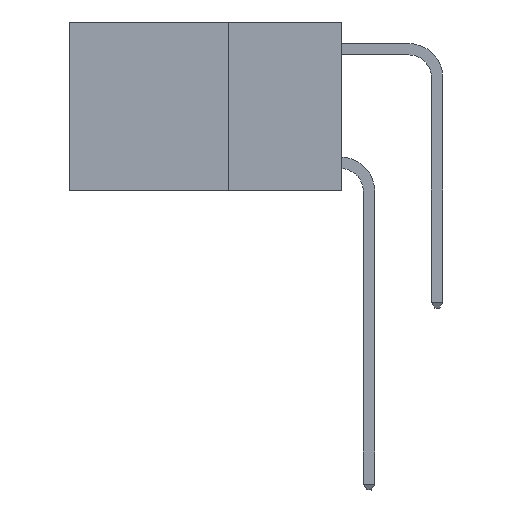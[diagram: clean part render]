
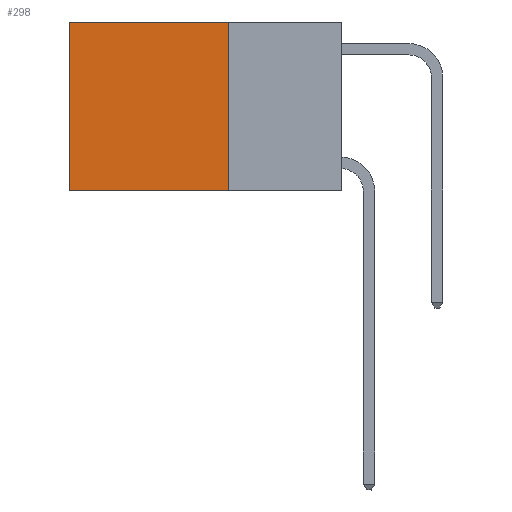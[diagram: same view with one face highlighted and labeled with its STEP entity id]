
A CAD part, left-side view. The second image highlights one B-rep face of the part: STEP entity #298.
In plain terms, the highlighted planar face has unit normal (-1, 0, 0).
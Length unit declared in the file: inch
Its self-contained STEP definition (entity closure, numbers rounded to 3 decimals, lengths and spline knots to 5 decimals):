
#298 = ADVANCED_FACE ( 'NONE', ( #12914 ), #11113, .F. ) ;
#625 = DIRECTION ( 'NONE',  ( 0., 0., -1. ) ) ;
#888 = DIRECTION ( 'NONE',  ( 0., 0., -1. ) ) ;
#1453 = CARTESIAN_POINT ( 'NONE',  ( 0.2625, 0.6, -0.37 ) ) ;
#1643 = VECTOR ( 'NONE', #888, 39.37008 ) ;
#2019 = VECTOR ( 'NONE', #12802, 39.37008 ) ;
#2495 = VECTOR ( 'NONE', #9398, 39.37008 ) ;
#3724 = AXIS2_PLACEMENT_3D ( 'NONE', #10420, #6618, #625 ) ;
#3760 = ORIENTED_EDGE ( 'NONE', *, *, #13440, .T. ) ;
#3983 = CARTESIAN_POINT ( 'NONE',  ( 0.2625, 0.25, -0.37 ) ) ;
#4295 = ORIENTED_EDGE ( 'NONE', *, *, #13567, .F. ) ;
#4922 = DIRECTION ( 'NONE',  ( 0., 1., 0. ) ) ;
#4940 = LINE ( 'NONE', #13956, #1643 ) ;
#5189 = CARTESIAN_POINT ( 'NONE',  ( 0.2625, 0.25, -0.37 ) ) ;
#5191 = VERTEX_POINT ( 'NONE', #1453 ) ;
#5305 = EDGE_CURVE ( 'NONE', #7555, #5191, #11284, .T. ) ;
#5961 = VECTOR ( 'NONE', #4922, 39.37008 ) ;
#6618 = DIRECTION ( 'NONE',  ( 1., 0., 0. ) ) ;
#6632 = CARTESIAN_POINT ( 'NONE',  ( 0.2625, 0.25, 0. ) ) ;
#6778 = VERTEX_POINT ( 'NONE', #6632 ) ;
#7264 = VERTEX_POINT ( 'NONE', #3983 ) ;
#7555 = VERTEX_POINT ( 'NONE', #9992 ) ;
#9398 = DIRECTION ( 'NONE',  ( 0., 0., -1. ) ) ;
#9992 = CARTESIAN_POINT ( 'NONE',  ( 0.2625, 0.6, 0. ) ) ;
#10420 = CARTESIAN_POINT ( 'NONE',  ( 0.2625, 0.25, 0. ) ) ;
#10446 = ORIENTED_EDGE ( 'NONE', *, *, #5305, .T. ) ;
#10475 = LINE ( 'NONE', #5189, #2019 ) ;
#11113 = PLANE ( 'NONE',  #3724 ) ;
#11284 = LINE ( 'NONE', #13621, #2495 ) ;
#11362 = EDGE_CURVE ( 'NONE', #7264, #5191, #10475, .T. ) ;
#12124 = LINE ( 'NONE', #12534, #5961 ) ;
#12534 = CARTESIAN_POINT ( 'NONE',  ( 0.2625, 0.25, 0. ) ) ;
#12802 = DIRECTION ( 'NONE',  ( 0., 1., 0. ) ) ;
#12868 = EDGE_LOOP ( 'NONE', ( #10446, #13555, #4295, #3760 ) ) ;
#12914 = FACE_OUTER_BOUND ( 'NONE', #12868, .T. ) ;
#13440 = EDGE_CURVE ( 'NONE', #6778, #7555, #12124, .T. ) ;
#13555 = ORIENTED_EDGE ( 'NONE', *, *, #11362, .F. ) ;
#13567 = EDGE_CURVE ( 'NONE', #6778, #7264, #4940, .T. ) ;
#13621 = CARTESIAN_POINT ( 'NONE',  ( 0.2625, 0.6, 0. ) ) ;
#13956 = CARTESIAN_POINT ( 'NONE',  ( 0.2625, 0.25, 0. ) ) ;
